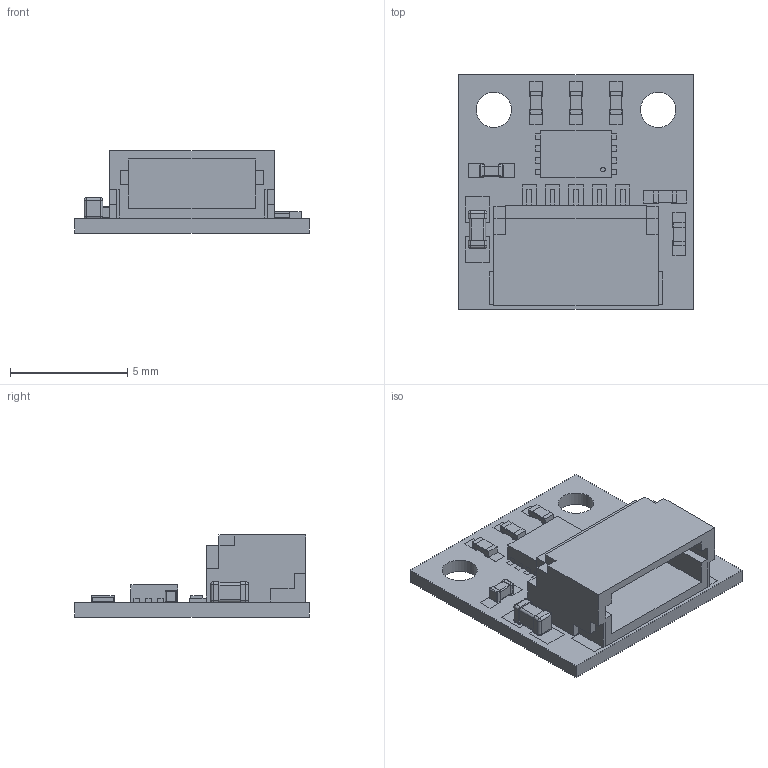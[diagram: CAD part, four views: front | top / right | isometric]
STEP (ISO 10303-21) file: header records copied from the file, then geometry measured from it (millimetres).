
FILE_DESCRIPTION(('FreeCAD Model'),'2;1');
FILE_NAME('Wireling_TEMP_AST1021_REV2-STEP.step','2020-07-30T01:06:16',(''),(''), 'Open CASCADE STEP processor 7.4','FreeCAD','Unknown');
FILE_SCHEMA(('AUTOMOTIVE_DESIGN { 1 0 10303 214 1 1 1 1 }'));
Length unit declared in the file: millimetre
Products named in the file (1): Wireling_TEMP_AST1021_REV2-STEP
Bounding box: 10 x 10 x 3.5 mm (x, y, z)
Volume: 170.3 mm3; surface area: 738 mm2
Topology: 90 solids, 90 shells, 759 faces, 1987 edges, 1683 vertices
Faces by surface type: plane 691, cylinder 52, sphere 16
Full cylindrical faces by diameter (mm): 1.502 x4
Entity records: 52480 total; most frequent: CARTESIAN_POINT 8368, DIRECTION 6900, LINE 4878, VECTOR 4878, ORIENTED_EDGE 3334, PCURVE 3334, DEFINITIONAL_REPRESENTATION 3334, EDGE_CURVE 1667
